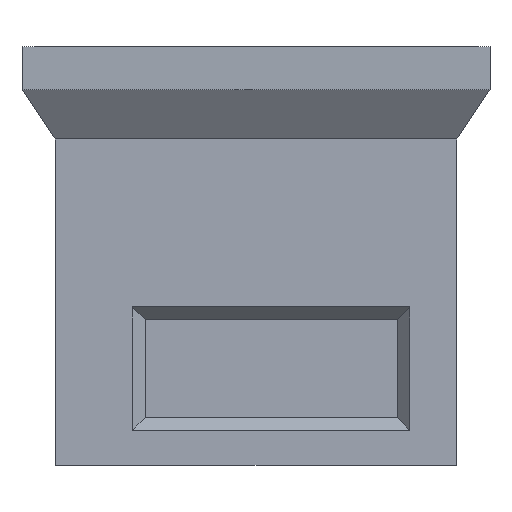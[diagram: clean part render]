
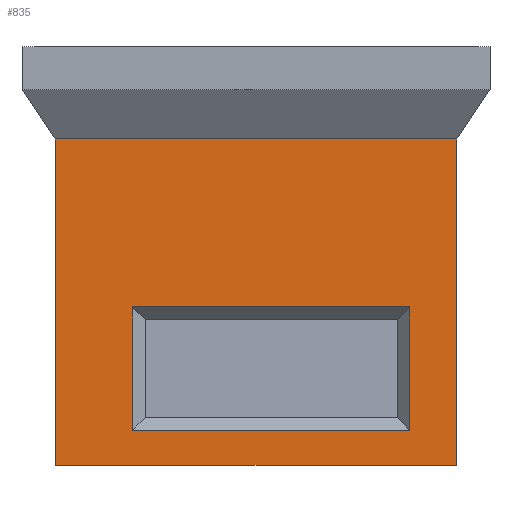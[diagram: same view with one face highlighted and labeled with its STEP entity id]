
A CAD part, front view. The second image highlights one B-rep face of the part: STEP entity #835.
In plain terms, the highlighted free-form (B-spline) face has degree [1, 1] with [2, 2] control points.
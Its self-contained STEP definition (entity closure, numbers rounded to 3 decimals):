
#663 = EDGE_CURVE('',#664,#666,#668,.T.);
#664 = VERTEX_POINT('',#665);
#665 = CARTESIAN_POINT('',(271.406,-216.782,
    -66.52));
#666 = VERTEX_POINT('',#667);
#667 = CARTESIAN_POINT('',(270.236,-212.032,
    -507.213));
#668 = B_SPLINE_CURVE_WITH_KNOTS('',1,(#669,#670),.UNSPECIFIED.,.F.,.F.,
  (2,2),(-531.904,-1.871),.PIECEWISE_BEZIER_KNOTS.);
#669 = CARTESIAN_POINT('',(271.406,-216.782,
    -66.52));
#670 = CARTESIAN_POINT('',(270.236,-212.032,
    -507.213));
#820 = VERTEX_POINT('',#821);
#821 = CARTESIAN_POINT('',(-271.406,-216.782,
    -66.52));
#826 = EDGE_CURVE('',#820,#664,#827,.T.);
#827 = B_SPLINE_CURVE_WITH_KNOTS('',1,(#828,#829),.UNSPECIFIED.,.F.,.F.,
  (2,2),(53.593,706.407),.PIECEWISE_BEZIER_KNOTS.);
#828 = CARTESIAN_POINT('',(-271.406,-216.782,
    -66.52));
#829 = CARTESIAN_POINT('',(271.406,-216.782,
    -66.52));
#835 = ADVANCED_FACE('',(#836,#866),#882,.F.);
#836 = FACE_BOUND('',#837,.T.);
#837 = EDGE_LOOP('',(#838,#847,#854,#861));
#838 = ORIENTED_EDGE('',*,*,#839,.F.);
#839 = EDGE_CURVE('',#840,#842,#844,.T.);
#840 = VERTEX_POINT('',#841);
#841 = CARTESIAN_POINT('',(207.874,-214.337,
    -293.351));
#842 = VERTEX_POINT('',#843);
#843 = CARTESIAN_POINT('',(-166.299,-214.337,
    -293.351));
#844 = B_SPLINE_CURVE_WITH_KNOTS('',1,(#845,#846),.UNSPECIFIED.,.F.,.F.,
  (2,2),(0.,450.),.PIECEWISE_BEZIER_KNOTS.);
#845 = CARTESIAN_POINT('',(207.874,-214.337,
    -293.351));
#846 = CARTESIAN_POINT('',(-166.299,-214.337,
    -293.351));
#847 = ORIENTED_EDGE('',*,*,#848,.F.);
#848 = EDGE_CURVE('',#849,#840,#851,.T.);
#849 = VERTEX_POINT('',#850);
#850 = CARTESIAN_POINT('',(207.874,-212.544,
    -459.641));
#851 = B_SPLINE_CURVE_WITH_KNOTS('',1,(#852,#853),.UNSPECIFIED.,.F.,.F.,
  (2,2),(-200.,0.),.PIECEWISE_BEZIER_KNOTS.);
#852 = CARTESIAN_POINT('',(207.874,-212.544,
    -459.641));
#853 = CARTESIAN_POINT('',(207.874,-214.337,
    -293.351));
#854 = ORIENTED_EDGE('',*,*,#855,.F.);
#855 = EDGE_CURVE('',#856,#849,#858,.T.);
#856 = VERTEX_POINT('',#857);
#857 = CARTESIAN_POINT('',(-166.299,-212.544,
    -459.641));
#858 = B_SPLINE_CURVE_WITH_KNOTS('',1,(#859,#860),.UNSPECIFIED.,.F.,.F.,
  (2,2),(-450.,0.),.PIECEWISE_BEZIER_KNOTS.);
#859 = CARTESIAN_POINT('',(-166.299,-212.544,
    -459.641));
#860 = CARTESIAN_POINT('',(207.874,-212.544,
    -459.641));
#861 = ORIENTED_EDGE('',*,*,#862,.F.);
#862 = EDGE_CURVE('',#842,#856,#863,.T.);
#863 = B_SPLINE_CURVE_WITH_KNOTS('',1,(#864,#865),.UNSPECIFIED.,.F.,.F.,
  (2,2),(0.,200.),.PIECEWISE_BEZIER_KNOTS.);
#864 = CARTESIAN_POINT('',(-166.299,-214.337,
    -293.351));
#865 = CARTESIAN_POINT('',(-166.299,-212.544,
    -459.641));
#866 = FACE_BOUND('',#867,.T.);
#867 = EDGE_LOOP('',(#868,#869,#870,#877));
#868 = ORIENTED_EDGE('',*,*,#663,.F.);
#869 = ORIENTED_EDGE('',*,*,#826,.F.);
#870 = ORIENTED_EDGE('',*,*,#871,.T.);
#871 = EDGE_CURVE('',#820,#872,#874,.T.);
#872 = VERTEX_POINT('',#873);
#873 = CARTESIAN_POINT('',(-270.236,-212.032,
    -507.213));
#874 = B_SPLINE_CURVE_WITH_KNOTS('',1,(#875,#876),.UNSPECIFIED.,.F.,.F.,
  (2,2),(-529.887,0.146),.PIECEWISE_BEZIER_KNOTS.);
#875 = CARTESIAN_POINT('',(-271.406,-216.782,
    -66.52));
#876 = CARTESIAN_POINT('',(-270.236,-212.032,
    -507.213));
#877 = ORIENTED_EDGE('',*,*,#878,.T.);
#878 = EDGE_CURVE('',#872,#666,#879,.T.);
#879 = B_SPLINE_CURVE_WITH_KNOTS('',1,(#880,#881),.UNSPECIFIED.,.F.,.F.,
  (2,2),(0.,650.),.PIECEWISE_BEZIER_KNOTS.);
#880 = CARTESIAN_POINT('',(-270.236,-212.032,
    -507.213));
#881 = CARTESIAN_POINT('',(270.236,-212.032,
    -507.213));
#882 = B_SPLINE_SURFACE_WITH_KNOTS('',1,1,(
    (#883,#884)
    ,(#885,#886
    )),.UNSPECIFIED.,.F.,.F.,.F.,(2,2),(2,2),(0.,
    530.031),(53.593,706.407),
  .PIECEWISE_BEZIER_KNOTS.);
#883 = CARTESIAN_POINT('',(-271.406,-212.032,
    -507.213));
#884 = CARTESIAN_POINT('',(271.406,-212.032,
    -507.213));
#885 = CARTESIAN_POINT('',(-271.406,-216.782,
    -66.52));
#886 = CARTESIAN_POINT('',(271.406,-216.782,
    -66.52));
